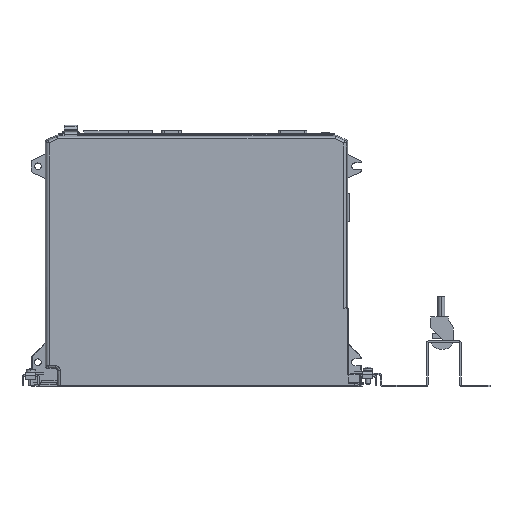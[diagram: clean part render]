
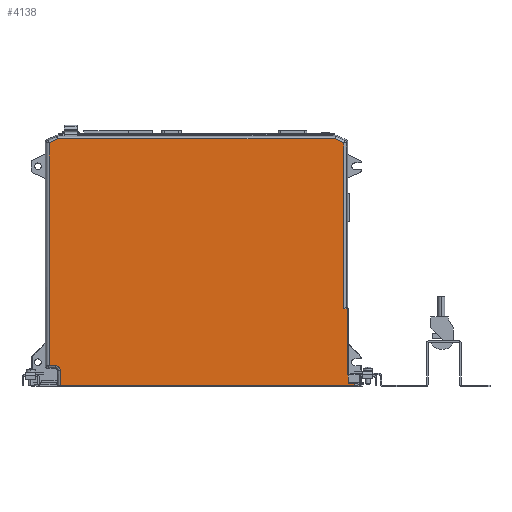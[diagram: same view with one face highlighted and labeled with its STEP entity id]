
A CAD part, left-side view. The second image highlights one B-rep face of the part: STEP entity #4138.
In plain terms, the highlighted planar face has unit normal (-1, 0, 0).
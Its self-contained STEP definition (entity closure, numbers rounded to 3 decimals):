
#936 = ORIENTED_EDGE ( 'NONE', *, *, #16459, .F. ) ;
#1186 = DIRECTION ( 'NONE',  ( 0., 1., 0. ) ) ;
#1881 = CARTESIAN_POINT ( 'NONE',  ( -24.5, -13.575, 18.057 ) ) ;
#2040 = ORIENTED_EDGE ( 'NONE', *, *, #37127, .F. ) ;
#2710 = CARTESIAN_POINT ( 'NONE',  ( -24.5, -17.811, 107.557 ) ) ;
#2856 = CARTESIAN_POINT ( 'NONE',  ( -24.5, -7.919, 18.403 ) ) ;
#2870 = VECTOR ( 'NONE', #27618, 1000. ) ;
#2880 = LINE ( 'NONE', #10529, #34948 ) ;
#3548 = CARTESIAN_POINT ( 'NONE',  ( -24.5, -273.331, 214.665 ) ) ;
#3976 = CARTESIAN_POINT ( 'NONE',  ( -24.5, -267.5, 107.557 ) ) ;
#4138 = ADVANCED_FACE ( 'NONE', ( #10501 ), #46670, .F. ) ;
#4559 = CARTESIAN_POINT ( 'NONE',  ( -24.5, -267.5, 3.7 ) ) ;
#4648 = LINE ( 'NONE', #40787, #20635 ) ;
#4651 = VECTOR ( 'NONE', #38159, 1000. ) ;
#4879 = LINE ( 'NONE', #27386, #31353 ) ;
#5336 = VERTEX_POINT ( 'NONE', #47181 ) ;
#5605 = CARTESIAN_POINT ( 'NONE',  ( -24.5, -140.625, 67.348 ) ) ;
#5690 = CARTESIAN_POINT ( 'NONE',  ( -24.5, -17.811, 13.554 ) ) ;
#5866 = ORIENTED_EDGE ( 'NONE', *, *, #47171, .F. ) ;
#6072 =( BOUNDED_CURVE ( )  B_SPLINE_CURVE ( 3, ( #30381, #45448, #34686, #1881 ),
 .UNSPECIFIED., .F., .T. ) 
 B_SPLINE_CURVE_WITH_KNOTS ( ( 4, 4 ),
 ( 0., 1. ),
 .UNSPECIFIED. ) 
 CURVE ( )  GEOMETRIC_REPRESENTATION_ITEM ( )  RATIONAL_B_SPLINE_CURVE ( ( 1., 0.819, 0.819, 1. ) ) 
 REPRESENTATION_ITEM ( '' )  );
#8160 = VECTOR ( 'NONE', #28272, 1000. ) ;
#9177 = CARTESIAN_POINT ( 'NONE',  ( -24.5, -263.581, 107.557 ) ) ;
#9566 = VECTOR ( 'NONE', #34826, 1000. ) ;
#9983 = LINE ( 'NONE', #46379, #31263 ) ;
#10095 = ORIENTED_EDGE ( 'NONE', *, *, #13430, .F. ) ;
#10137 = VERTEX_POINT ( 'NONE', #5690 ) ;
#10413 = CARTESIAN_POINT ( 'NONE',  ( -24.5, -17.811, 0.45 ) ) ;
#10501 = FACE_OUTER_BOUND ( 'NONE', #37835, .T. ) ;
#10529 = CARTESIAN_POINT ( 'NONE',  ( -24.5, -266.5, 107.557 ) ) ;
#10720 = VERTEX_POINT ( 'NONE', #34502 ) ;
#10833 = CARTESIAN_POINT ( 'NONE',  ( -24.5, -263.581, 67.348 ) ) ;
#12299 = EDGE_CURVE ( 'NONE', #21335, #5336, #9983, .T. ) ;
#13430 = EDGE_CURVE ( 'NONE', #34483, #31403, #4648, .T. ) ;
#13623 = DIRECTION ( 'NONE',  ( 1., 0., 0. ) ) ;
#13656 = EDGE_CURVE ( 'NONE', #38653, #19836, #4879, .T. ) ;
#13723 = DIRECTION ( 'NONE',  ( 0., -1., 0. ) ) ;
#13954 = ORIENTED_EDGE ( 'NONE', *, *, #16778, .F. ) ;
#15537 = CARTESIAN_POINT ( 'NONE',  ( -24.5, -267.246, 9.955 ) ) ;
#15576 = CARTESIAN_POINT ( 'NONE',  ( -24.5, -273.331, 2.7 ) ) ;
#16459 = EDGE_CURVE ( 'NONE', #46724, #10720, #18362, .T. ) ;
#16778 = EDGE_CURVE ( 'NONE', #37301, #40388, #24029, .T. ) ;
#17307 = LINE ( 'NONE', #46532, #29402 ) ;
#17351 = EDGE_CURVE ( 'NONE', #22177, #34483, #17307, .T. ) ;
#17478 = DIRECTION ( 'NONE',  ( 0., 0., -1. ) ) ;
#17624 = CARTESIAN_POINT ( 'NONE',  ( -24.5, -13.575, 18.057 ) ) ;
#17642 = DIRECTION ( 'NONE',  ( 0., -0.906, 0.423 ) ) ;
#17778 = CARTESIAN_POINT ( 'NONE',  ( -24.5, -263.581, 211.188 ) ) ;
#17827 = LINE ( 'NONE', #25730, #32073 ) ;
#17931 = EDGE_CURVE ( 'NONE', #31403, #33058, #19602, .T. ) ;
#18177 = ORIENTED_EDGE ( 'NONE', *, *, #34739, .T. ) ;
#18362 = LINE ( 'NONE', #3976, #28416 ) ;
#19602 = LINE ( 'NONE', #23219, #31621 ) ;
#19616 = DIRECTION ( 'NONE',  ( 0., 0.999, 0.052 ) ) ;
#19836 = VERTEX_POINT ( 'NONE', #2856 ) ;
#20053 = DIRECTION ( 'NONE',  ( 0., -0.906, -0.423 ) ) ;
#20635 = VECTOR ( 'NONE', #26668, 1000. ) ;
#21335 = VERTEX_POINT ( 'NONE', #24321 ) ;
#21453 = DIRECTION ( 'NONE',  ( 0., -1., 0. ) ) ;
#22177 = VERTEX_POINT ( 'NONE', #31528 ) ;
#22773 = LINE ( 'NONE', #15537, #42483 ) ;
#23219 = CARTESIAN_POINT ( 'NONE',  ( -24.5, -140.625, 0.45 ) ) ;
#23626 = ORIENTED_EDGE ( 'NONE', *, *, #32630, .F. ) ;
#23948 = EDGE_CURVE ( 'NONE', #45412, #37301, #38258, .T. ) ;
#24029 = LINE ( 'NONE', #9177, #4651 ) ;
#24298 = ORIENTED_EDGE ( 'NONE', *, *, #28794, .T. ) ;
#24321 = CARTESIAN_POINT ( 'NONE',  ( -24.5, -7.919, 211.188 ) ) ;
#25730 = CARTESIAN_POINT ( 'NONE',  ( -24.5, -140.625, 214.665 ) ) ;
#26580 = CARTESIAN_POINT ( 'NONE',  ( -24.5, -268.5, 2.7 ) ) ;
#26668 = DIRECTION ( 'NONE',  ( 0., 0., -1. ) ) ;
#26961 = AXIS2_PLACEMENT_3D ( 'NONE', #3548, #13623, #28235 ) ;
#27386 = CARTESIAN_POINT ( 'NONE',  ( -24.5, -7.176, 18.448 ) ) ;
#27583 = ORIENTED_EDGE ( 'NONE', *, *, #39877, .F. ) ;
#27618 = DIRECTION ( 'NONE',  ( 0., 0., 1. ) ) ;
#28211 = EDGE_CURVE ( 'NONE', #40388, #47343, #37938, .T. ) ;
#28235 = DIRECTION ( 'NONE',  ( 0., 0., -1. ) ) ;
#28272 = DIRECTION ( 'NONE',  ( 0., 0., -1. ) ) ;
#28416 = VECTOR ( 'NONE', #29353, 1000. ) ;
#28655 = ORIENTED_EDGE ( 'NONE', *, *, #17931, .F. ) ;
#28794 = EDGE_CURVE ( 'NONE', #46724, #33926, #22773, .T. ) ;
#29353 = DIRECTION ( 'NONE',  ( 0., 0., -1. ) ) ;
#29402 = VECTOR ( 'NONE', #13723, 1000. ) ;
#30125 = CARTESIAN_POINT ( 'NONE',  ( -24.5, -256.126, 214.665 ) ) ;
#30381 = CARTESIAN_POINT ( 'NONE',  ( -24.5, -17.811, 13.554 ) ) ;
#30420 = ORIENTED_EDGE ( 'NONE', *, *, #17351, .F. ) ;
#31263 = VECTOR ( 'NONE', #17642, 1000. ) ;
#31353 = VECTOR ( 'NONE', #45823, 1000. ) ;
#31403 = VERTEX_POINT ( 'NONE', #38968 ) ;
#31528 = CARTESIAN_POINT ( 'NONE',  ( -24.5, -268.5, 2.7 ) ) ;
#31621 = VECTOR ( 'NONE', #1186, 1000. ) ;
#32073 = VECTOR ( 'NONE', #21453, 1000. ) ;
#32630 = EDGE_CURVE ( 'NONE', #47343, #33926, #2880, .T. ) ;
#33058 = VERTEX_POINT ( 'NONE', #10413 ) ;
#33526 = CARTESIAN_POINT ( 'NONE',  ( -24.5, -267.5, 3.114 ) ) ;
#33754 = CARTESIAN_POINT ( 'NONE',  ( -24.5, -267.914, 2.7 ) ) ;
#33926 = VERTEX_POINT ( 'NONE', #39316 ) ;
#34483 = VERTEX_POINT ( 'NONE', #15576 ) ;
#34502 = CARTESIAN_POINT ( 'NONE',  ( -24.5, -267.5, 3.7 ) ) ;
#34569 = CARTESIAN_POINT ( 'NONE',  ( -24.5, -266.5, 67.348 ) ) ;
#34686 = CARTESIAN_POINT ( 'NONE',  ( -24.5, -16.087, 17.903 ) ) ;
#34739 = EDGE_CURVE ( 'NONE', #21335, #19836, #36169, .T. ) ;
#34826 = DIRECTION ( 'NONE',  ( 0., -1., 0. ) ) ;
#34839 = ORIENTED_EDGE ( 'NONE', *, *, #13656, .F. ) ;
#34948 = VECTOR ( 'NONE', #17478, 1000. ) ;
#35511 = LINE ( 'NONE', #2710, #2870 ) ;
#35772 = VECTOR ( 'NONE', #20053, 1000. ) ;
#35829 =( BOUNDED_CURVE ( )  B_SPLINE_CURVE ( 3, ( #4559, #33526, #33754, #26580 ),
 .UNSPECIFIED., .F., .T. ) 
 B_SPLINE_CURVE_WITH_KNOTS ( ( 4, 4 ),
 ( 0., 1. ),
 .UNSPECIFIED. ) 
 CURVE ( )  GEOMETRIC_REPRESENTATION_ITEM ( )  RATIONAL_B_SPLINE_CURVE ( ( 1., 0.805, 0.805, 1. ) ) 
 REPRESENTATION_ITEM ( '' )  );
#36169 = LINE ( 'NONE', #47180, #8160 ) ;
#36705 = ORIENTED_EDGE ( 'NONE', *, *, #28211, .F. ) ;
#37127 = EDGE_CURVE ( 'NONE', #33058, #10137, #35511, .T. ) ;
#37301 = VERTEX_POINT ( 'NONE', #17778 ) ;
#37438 = EDGE_CURVE ( 'NONE', #10137, #38653, #6072, .T. ) ;
#37835 = EDGE_LOOP ( 'NONE', ( #23626, #36705, #13954, #40765, #5866, #40109, #18177, #34839, #43623, #2040, #28655, #10095, #30420, #27583, #936, #24298 ) ) ;
#37938 = LINE ( 'NONE', #5605, #9566 ) ;
#38159 = DIRECTION ( 'NONE',  ( 0., 0., -1. ) ) ;
#38258 = LINE ( 'NONE', #46372, #35772 ) ;
#38653 = VERTEX_POINT ( 'NONE', #17624 ) ;
#38968 = CARTESIAN_POINT ( 'NONE',  ( -24.5, -273.331, 0.45 ) ) ;
#39316 = CARTESIAN_POINT ( 'NONE',  ( -24.5, -266.5, 9.994 ) ) ;
#39877 = EDGE_CURVE ( 'NONE', #10720, #22177, #35829, .T. ) ;
#40109 = ORIENTED_EDGE ( 'NONE', *, *, #12299, .F. ) ;
#40388 = VERTEX_POINT ( 'NONE', #10833 ) ;
#40765 = ORIENTED_EDGE ( 'NONE', *, *, #23948, .F. ) ;
#40787 = CARTESIAN_POINT ( 'NONE',  ( -24.5, -273.331, 107.557 ) ) ;
#42483 = VECTOR ( 'NONE', #19616, 1000. ) ;
#43623 = ORIENTED_EDGE ( 'NONE', *, *, #37438, .F. ) ;
#44012 = CARTESIAN_POINT ( 'NONE',  ( -24.5, -267.5, 9.941 ) ) ;
#45412 = VERTEX_POINT ( 'NONE', #30125 ) ;
#45448 = CARTESIAN_POINT ( 'NONE',  ( -24.5, -17.811, 16.071 ) ) ;
#45823 = DIRECTION ( 'NONE',  ( 0., 0.998, 0.061 ) ) ;
#46372 = CARTESIAN_POINT ( 'NONE',  ( -24.5, -263.581, 211.188 ) ) ;
#46379 = CARTESIAN_POINT ( 'NONE',  ( -24.5, -15.374, 214.665 ) ) ;
#46532 = CARTESIAN_POINT ( 'NONE',  ( -24.5, -140.625, 2.7 ) ) ;
#46670 = PLANE ( 'NONE',  #26961 ) ;
#46724 = VERTEX_POINT ( 'NONE', #44012 ) ;
#47171 = EDGE_CURVE ( 'NONE', #5336, #45412, #17827, .T. ) ;
#47180 = CARTESIAN_POINT ( 'NONE',  ( -24.5, -7.919, 113.863 ) ) ;
#47181 = CARTESIAN_POINT ( 'NONE',  ( -24.5, -15.374, 214.665 ) ) ;
#47343 = VERTEX_POINT ( 'NONE', #34569 ) ;
